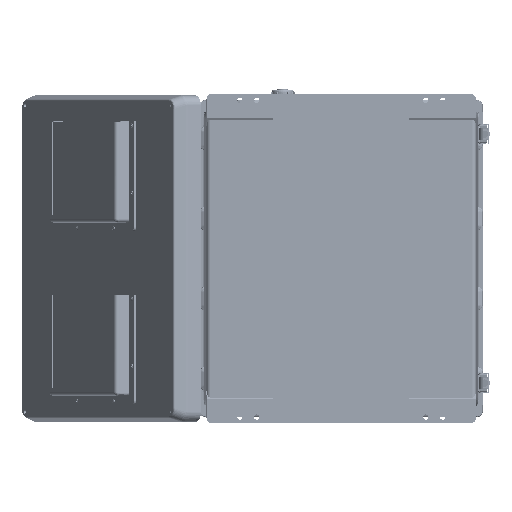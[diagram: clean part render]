
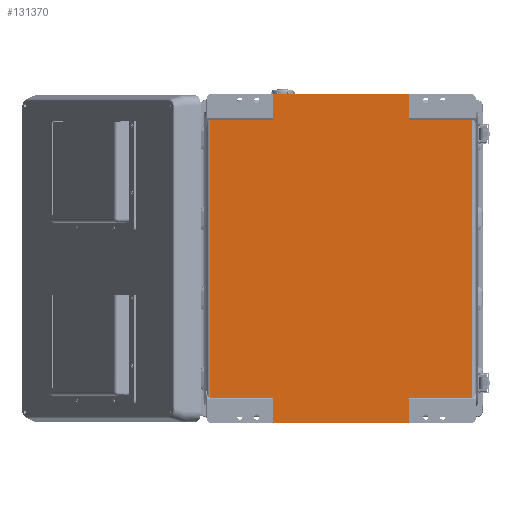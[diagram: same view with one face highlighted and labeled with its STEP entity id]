
A CAD part, front view. The second image highlights one B-rep face of the part: STEP entity #131370.
In plain terms, the highlighted planar face has unit normal (0, -1, 0).
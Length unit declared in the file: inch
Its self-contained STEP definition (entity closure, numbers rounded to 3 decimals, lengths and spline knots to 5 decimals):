
#1653 = DIRECTION ( 'NONE',  ( 1., 0., 0. ) ) ;
#2708 = EDGE_CURVE ( 'NONE', #78309, #31259, #26914, .T. ) ;
#3717 = VECTOR ( 'NONE', #56352, 39.37008 ) ;
#4321 = VERTEX_POINT ( 'NONE', #128057 ) ;
#5510 = DIRECTION ( 'NONE',  ( 1., 0., 0. ) ) ;
#7862 = CARTESIAN_POINT ( 'NONE',  ( 8.11811, 0.05906, -1.51961 ) ) ;
#11641 = CARTESIAN_POINT ( 'NONE',  ( -7.73754, 0.05906, -1.51961 ) ) ;
#12707 = VECTOR ( 'NONE', #16086, 39.37008 ) ;
#13736 = CARTESIAN_POINT ( 'NONE',  ( 8.11811, 0.05906, -17.96858 ) ) ;
#13934 = DIRECTION ( 'NONE',  ( 0., 0., -1. ) ) ;
#16086 = DIRECTION ( 'NONE',  ( 0., 0., 1. ) ) ;
#16928 = LINE ( 'NONE', #88549, #3717 ) ;
#17458 = VECTOR ( 'NONE', #13934, 39.37008 ) ;
#18301 = EDGE_CURVE ( 'NONE', #136623, #4321, #75257, .T. ) ;
#19155 = LINE ( 'NONE', #100432, #12707 ) ;
#20855 = LINE ( 'NONE', #111497, #101650 ) ;
#22539 = DIRECTION ( 'NONE',  ( -1., 0., 0. ) ) ;
#26914 = LINE ( 'NONE', #11641, #107805 ) ;
#27174 = PLANE ( 'NONE',  #78259 ) ;
#28835 = LINE ( 'NONE', #98232, #127752 ) ;
#31259 = VERTEX_POINT ( 'NONE', #74452 ) ;
#31851 = VECTOR ( 'NONE', #1653, 39.37008 ) ;
#32906 = DIRECTION ( 'NONE',  ( -1., 0., 0. ) ) ;
#33353 = CARTESIAN_POINT ( 'NONE',  ( -7.73754, 0.05906, -17.96858 ) ) ;
#33944 = CARTESIAN_POINT ( 'NONE',  ( -4.03163, 0.05906, -1.51961 ) ) ;
#37254 = DIRECTION ( 'NONE',  ( 0., 0., 1. ) ) ;
#38449 = VERTEX_POINT ( 'NONE', #120559 ) ;
#40686 = ORIENTED_EDGE ( 'NONE', *, *, #47240, .T. ) ;
#42315 = VERTEX_POINT ( 'NONE', #90054 ) ;
#43655 = CARTESIAN_POINT ( 'NONE',  ( -8.11811, 0.05906, -1.51961 ) ) ;
#43728 = LINE ( 'NONE', #13736, #136083 ) ;
#47240 = EDGE_CURVE ( 'NONE', #4321, #77866, #16928, .T. ) ;
#48630 = EDGE_CURVE ( 'NONE', #56461, #96426, #19155, .T. ) ;
#48892 = CARTESIAN_POINT ( 'NONE',  ( -8.11811, 0.05906, -17.96858 ) ) ;
#50179 = DIRECTION ( 'NONE',  ( 0., 0., -1. ) ) ;
#52204 = LINE ( 'NONE', #129602, #17458 ) ;
#53013 = ORIENTED_EDGE ( 'NONE', *, *, #2708, .F. ) ;
#54789 = ORIENTED_EDGE ( 'NONE', *, *, #48630, .F. ) ;
#55278 = CARTESIAN_POINT ( 'NONE',  ( 4.03163, 0.05906, 0. ) ) ;
#56352 = DIRECTION ( 'NONE',  ( 0., 0., 1. ) ) ;
#56461 = VERTEX_POINT ( 'NONE', #33944 ) ;
#58116 = ORIENTED_EDGE ( 'NONE', *, *, #66290, .T. ) ;
#58918 = ORIENTED_EDGE ( 'NONE', *, *, #112531, .F. ) ;
#59936 = DIRECTION ( 'NONE',  ( 0., 0., 1. ) ) ;
#60431 = ORIENTED_EDGE ( 'NONE', *, *, #78249, .F. ) ;
#61230 = CARTESIAN_POINT ( 'NONE',  ( -4.03163, 0.05906, -20.34606 ) ) ;
#62942 = ORIENTED_EDGE ( 'NONE', *, *, #72132, .F. ) ;
#64749 = VERTEX_POINT ( 'NONE', #133953 ) ;
#66290 = EDGE_CURVE ( 'NONE', #83093, #136623, #20855, .T. ) ;
#66897 = ORIENTED_EDGE ( 'NONE', *, *, #80325, .F. ) ;
#67710 = ORIENTED_EDGE ( 'NONE', *, *, #100724, .T. ) ;
#68241 = VECTOR ( 'NONE', #5510, 39.37008 ) ;
#69600 = DIRECTION ( 'NONE',  ( 0., 1., 0. ) ) ;
#72132 = EDGE_CURVE ( 'NONE', #83093, #42315, #43728, .T. ) ;
#74452 = CARTESIAN_POINT ( 'NONE',  ( -7.73754, 0.05906, -1.51961 ) ) ;
#75257 = LINE ( 'NONE', #109319, #86735 ) ;
#77866 = VERTEX_POINT ( 'NONE', #55278 ) ;
#78249 = EDGE_CURVE ( 'NONE', #64749, #38449, #109570, .T. ) ;
#78259 = AXIS2_PLACEMENT_3D ( 'NONE', #7862, #69600, #59936 ) ;
#78309 = VERTEX_POINT ( 'NONE', #33353 ) ;
#80325 = EDGE_CURVE ( 'NONE', #42315, #64749, #52204, .T. ) ;
#82799 = CARTESIAN_POINT ( 'NONE',  ( 7.73754, 0.05906, -17.96858 ) ) ;
#83093 = VERTEX_POINT ( 'NONE', #82799 ) ;
#83298 = LINE ( 'NONE', #61230, #109755 ) ;
#84631 = LINE ( 'NONE', #43655, #31851 ) ;
#86251 = DIRECTION ( 'NONE',  ( 0., 0., 1. ) ) ;
#86735 = VECTOR ( 'NONE', #99551, 39.37008 ) ;
#88549 = CARTESIAN_POINT ( 'NONE',  ( 4.03163, 0.05906, 0.85787 ) ) ;
#89424 = ORIENTED_EDGE ( 'NONE', *, *, #90176, .T. ) ;
#90054 = CARTESIAN_POINT ( 'NONE',  ( 4.03163, 0.05906, -17.96858 ) ) ;
#90176 = EDGE_CURVE ( 'NONE', #77866, #96426, #28835, .T. ) ;
#94646 = CARTESIAN_POINT ( 'NONE',  ( -4.03163, 0.05906, 0. ) ) ;
#95007 = CARTESIAN_POINT ( 'NONE',  ( -4.03163, 0.05906, -17.96858 ) ) ;
#96426 = VERTEX_POINT ( 'NONE', #94646 ) ;
#98232 = CARTESIAN_POINT ( 'NONE',  ( 8.11811, 0.05906, 0. ) ) ;
#99551 = DIRECTION ( 'NONE',  ( -1., 0., 0. ) ) ;
#100042 = EDGE_LOOP ( 'NONE', ( #53013, #102309, #67710, #60431, #66897, #62942, #58116, #133132, #40686, #89424, #54789, #58918 ) ) ;
#100432 = CARTESIAN_POINT ( 'NONE',  ( -4.03163, 0.05906, 0.85787 ) ) ;
#100724 = EDGE_CURVE ( 'NONE', #107374, #38449, #83298, .T. ) ;
#101650 = VECTOR ( 'NONE', #37254, 39.37008 ) ;
#101701 = CARTESIAN_POINT ( 'NONE',  ( 7.73754, 0.05906, -1.51961 ) ) ;
#102309 = ORIENTED_EDGE ( 'NONE', *, *, #136224, .T. ) ;
#106241 = VECTOR ( 'NONE', #32906, 39.37008 ) ;
#107374 = VERTEX_POINT ( 'NONE', #95007 ) ;
#107596 = CARTESIAN_POINT ( 'NONE',  ( 8.11811, 0.05906, -19.48819 ) ) ;
#107805 = VECTOR ( 'NONE', #86251, 39.37008 ) ;
#109319 = CARTESIAN_POINT ( 'NONE',  ( 8.11811, 0.05906, -1.51961 ) ) ;
#109570 = LINE ( 'NONE', #107596, #106241 ) ;
#109755 = VECTOR ( 'NONE', #50179, 39.37008 ) ;
#111497 = CARTESIAN_POINT ( 'NONE',  ( 7.73754, 0.05906, -1.51961 ) ) ;
#112531 = EDGE_CURVE ( 'NONE', #31259, #56461, #84631, .T. ) ;
#119419 = DIRECTION ( 'NONE',  ( -1., 0., 0. ) ) ;
#120559 = CARTESIAN_POINT ( 'NONE',  ( -4.03163, 0.05906, -19.48819 ) ) ;
#127118 = FACE_OUTER_BOUND ( 'NONE', #100042, .T. ) ;
#127752 = VECTOR ( 'NONE', #119419, 39.37008 ) ;
#128057 = CARTESIAN_POINT ( 'NONE',  ( 4.03163, 0.05906, -1.51961 ) ) ;
#129602 = CARTESIAN_POINT ( 'NONE',  ( 4.03163, 0.05906, -20.34606 ) ) ;
#131370 = ADVANCED_FACE ( 'NONE', ( #127118 ), #27174, .F. ) ;
#133132 = ORIENTED_EDGE ( 'NONE', *, *, #18301, .T. ) ;
#133953 = CARTESIAN_POINT ( 'NONE',  ( 4.03163, 0.05906, -19.48819 ) ) ;
#134180 = LINE ( 'NONE', #48892, #68241 ) ;
#136083 = VECTOR ( 'NONE', #22539, 39.37008 ) ;
#136224 = EDGE_CURVE ( 'NONE', #78309, #107374, #134180, .T. ) ;
#136623 = VERTEX_POINT ( 'NONE', #101701 ) ;
